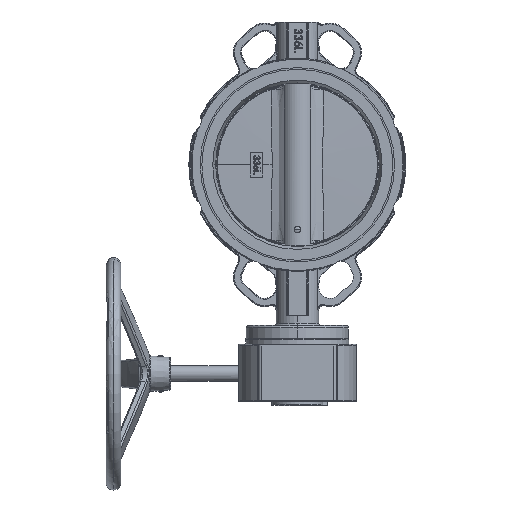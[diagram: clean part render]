
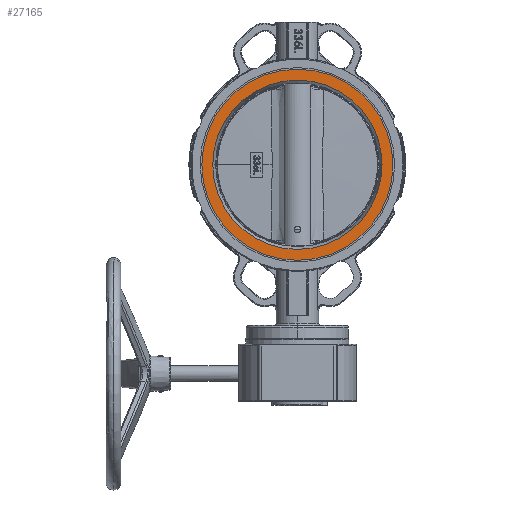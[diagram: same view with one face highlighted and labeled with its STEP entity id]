
A CAD part, top view. The second image highlights one B-rep face of the part: STEP entity #27165.
In plain terms, the highlighted planar face has unit normal (0, 0, 1).
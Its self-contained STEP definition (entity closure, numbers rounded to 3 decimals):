
#76 = PLANE ( 'NONE',  #4165 ) ;
#745 = CARTESIAN_POINT ( 'NONE',  ( 0., 0., 32.05 ) ) ;
#4165 = AXIS2_PLACEMENT_3D ( 'NONE', #22194, #16943, #4968 ) ;
#4968 = DIRECTION ( 'NONE',  ( -1., 0., 0. ) ) ;
#5894 = VERTEX_POINT ( 'NONE', #30820 ) ;
#7476 = EDGE_CURVE ( 'NONE', #48275, #65458, #22420, .T. ) ;
#9071 = CARTESIAN_POINT ( 'NONE',  ( -103.726, 0., 32.05 ) ) ;
#9997 = EDGE_CURVE ( 'NONE', #65458, #48275, #11002, .T. ) ;
#11002 = CIRCLE ( 'NONE', #32574, 103.726 ) ;
#11340 = CIRCLE ( 'NONE', #71138, 117.1 ) ;
#16943 = DIRECTION ( 'NONE',  ( 0., 0., -1. ) ) ;
#17755 = DIRECTION ( 'NONE',  ( 1., 0., 0. ) ) ;
#18023 = CARTESIAN_POINT ( 'NONE',  ( 117.1, 0., 32.05 ) ) ;
#18186 = DIRECTION ( 'NONE',  ( 1., 0., 0. ) ) ;
#22194 = CARTESIAN_POINT ( 'NONE',  ( -103.726, 0., 32.05 ) ) ;
#22420 = CIRCLE ( 'NONE', #42749, 103.726 ) ;
#24531 = AXIS2_PLACEMENT_3D ( 'NONE', #64735, #47910, #52388 ) ;
#26960 = CARTESIAN_POINT ( 'NONE',  ( 103.726, 0., 32.05 ) ) ;
#27165 = ADVANCED_FACE ( 'NONE', ( #34174, #56624 ), #76, .F. ) ;
#27497 = EDGE_CURVE ( 'NONE', #67323, #5894, #50811, .T. ) ;
#29218 = DIRECTION ( 'NONE',  ( 0., 0., 1. ) ) ;
#30820 = CARTESIAN_POINT ( 'NONE',  ( -117.1, 0., 32.05 ) ) ;
#32574 = AXIS2_PLACEMENT_3D ( 'NONE', #63499, #34692, #18186 ) ;
#34174 = FACE_BOUND ( 'NONE', #70236, .T. ) ;
#34692 = DIRECTION ( 'NONE',  ( 0., 0., 1. ) ) ;
#42002 = EDGE_LOOP ( 'NONE', ( #54151, #71905 ) ) ;
#42749 = AXIS2_PLACEMENT_3D ( 'NONE', #63792, #63434, #17755 ) ;
#46456 = DIRECTION ( 'NONE',  ( 1., 0., 0. ) ) ;
#47910 = DIRECTION ( 'NONE',  ( 0., 0., 1. ) ) ;
#48275 = VERTEX_POINT ( 'NONE', #26960 ) ;
#49770 = ORIENTED_EDGE ( 'NONE', *, *, #7476, .F. ) ;
#49965 = EDGE_CURVE ( 'NONE', #5894, #67323, #11340, .T. ) ;
#50811 = CIRCLE ( 'NONE', #24531, 117.1 ) ;
#52388 = DIRECTION ( 'NONE',  ( 1., 0., 0. ) ) ;
#54151 = ORIENTED_EDGE ( 'NONE', *, *, #27497, .T. ) ;
#56624 = FACE_OUTER_BOUND ( 'NONE', #42002, .T. ) ;
#63434 = DIRECTION ( 'NONE',  ( 0., 0., 1. ) ) ;
#63499 = CARTESIAN_POINT ( 'NONE',  ( 0., 0., 32.05 ) ) ;
#63792 = CARTESIAN_POINT ( 'NONE',  ( 0., 0., 32.05 ) ) ;
#64735 = CARTESIAN_POINT ( 'NONE',  ( 0., 0., 32.05 ) ) ;
#65458 = VERTEX_POINT ( 'NONE', #9071 ) ;
#67323 = VERTEX_POINT ( 'NONE', #18023 ) ;
#70236 = EDGE_LOOP ( 'NONE', ( #49770, #72882 ) ) ;
#71138 = AXIS2_PLACEMENT_3D ( 'NONE', #745, #29218, #46456 ) ;
#71905 = ORIENTED_EDGE ( 'NONE', *, *, #49965, .T. ) ;
#72882 = ORIENTED_EDGE ( 'NONE', *, *, #9997, .F. ) ;
